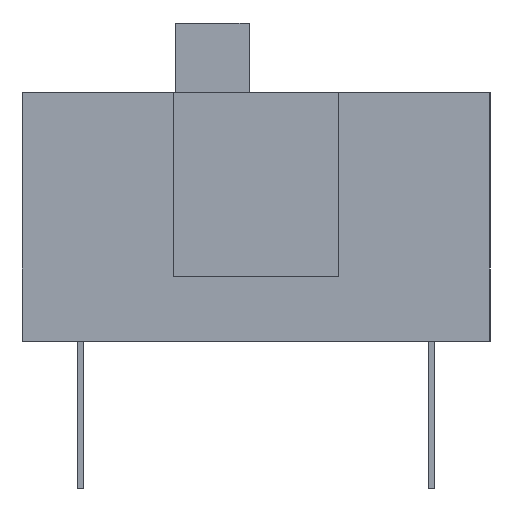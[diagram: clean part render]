
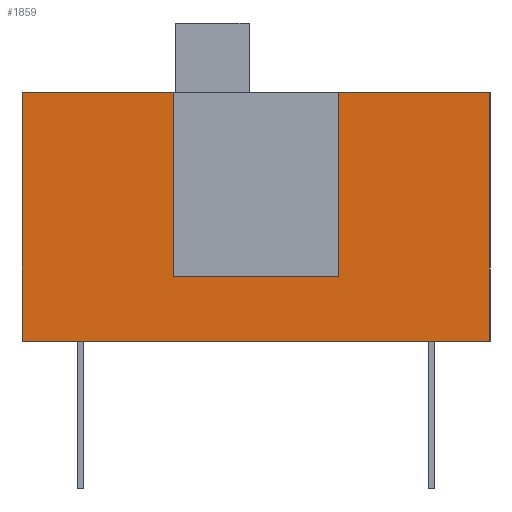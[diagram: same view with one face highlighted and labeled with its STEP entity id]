
A CAD part, left-side view. The second image highlights one B-rep face of the part: STEP entity #1859.
In plain terms, the highlighted planar face has unit normal (-1, 0, 0).
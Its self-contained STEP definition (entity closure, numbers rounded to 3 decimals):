
#1137 = VERTEX_POINT('',#1138);
#1138 = CARTESIAN_POINT('',(-10.9,1.8,5.5));
#1155 = VERTEX_POINT('',#1156);
#1156 = CARTESIAN_POINT('',(-10.9,-1.8,5.5));
#1162 = EDGE_CURVE('',#1155,#1163,#1165,.T.);
#1163 = VERTEX_POINT('',#1164);
#1164 = CARTESIAN_POINT('',(-10.9,-5.08,5.5));
#1165 = LINE('',#1166,#1167);
#1166 = CARTESIAN_POINT('',(-10.9,-5.08,5.5));
#1167 = VECTOR('',#1168,1.);
#1168 = DIRECTION('',(0.,-1.,0.));
#1187 = VERTEX_POINT('',#1188);
#1188 = CARTESIAN_POINT('',(-10.9,5.08,5.5));
#1194 = EDGE_CURVE('',#1187,#1137,#1195,.T.);
#1195 = LINE('',#1196,#1197);
#1196 = CARTESIAN_POINT('',(-10.9,-5.08,5.5));
#1197 = VECTOR('',#1198,1.);
#1198 = DIRECTION('',(0.,-1.,0.));
#1859 = ADVANCED_FACE('',(#1860),#1908,.T.);
#1860 = FACE_BOUND('',#1861,.T.);
#1861 = EDGE_LOOP('',(#1862,#1872,#1878,#1879,#1887,#1895,#1901,#1902));
#1862 = ORIENTED_EDGE('',*,*,#1863,.T.);
#1863 = EDGE_CURVE('',#1864,#1866,#1868,.T.);
#1864 = VERTEX_POINT('',#1865);
#1865 = CARTESIAN_POINT('',(-10.9,-1.8,1.5));
#1866 = VERTEX_POINT('',#1867);
#1867 = CARTESIAN_POINT('',(-10.9,1.8,1.5));
#1868 = LINE('',#1869,#1870);
#1869 = CARTESIAN_POINT('',(-10.9,1.8,1.5));
#1870 = VECTOR('',#1871,1.);
#1871 = DIRECTION('',(-0.,1.,0.));
#1872 = ORIENTED_EDGE('',*,*,#1873,.T.);
#1873 = EDGE_CURVE('',#1866,#1137,#1874,.T.);
#1874 = LINE('',#1875,#1876);
#1875 = CARTESIAN_POINT('',(-10.9,1.8,1.5));
#1876 = VECTOR('',#1877,1.);
#1877 = DIRECTION('',(0.,0.,1.));
#1878 = ORIENTED_EDGE('',*,*,#1194,.F.);
#1879 = ORIENTED_EDGE('',*,*,#1880,.F.);
#1880 = EDGE_CURVE('',#1881,#1187,#1883,.T.);
#1881 = VERTEX_POINT('',#1882);
#1882 = CARTESIAN_POINT('',(-10.9,5.08,0.1));
#1883 = LINE('',#1884,#1885);
#1884 = CARTESIAN_POINT('',(-10.9,5.08,0.1));
#1885 = VECTOR('',#1886,1.);
#1886 = DIRECTION('',(0.,0.,1.));
#1887 = ORIENTED_EDGE('',*,*,#1888,.F.);
#1888 = EDGE_CURVE('',#1889,#1881,#1891,.T.);
#1889 = VERTEX_POINT('',#1890);
#1890 = CARTESIAN_POINT('',(-10.9,-5.08,0.1));
#1891 = LINE('',#1892,#1893);
#1892 = CARTESIAN_POINT('',(-10.9,-5.08,0.1));
#1893 = VECTOR('',#1894,1.);
#1894 = DIRECTION('',(0.,1.,0.));
#1895 = ORIENTED_EDGE('',*,*,#1896,.F.);
#1896 = EDGE_CURVE('',#1163,#1889,#1897,.T.);
#1897 = LINE('',#1898,#1899);
#1898 = CARTESIAN_POINT('',(-10.9,-5.08,0.1));
#1899 = VECTOR('',#1900,1.);
#1900 = DIRECTION('',(-0.,0.,-1.));
#1901 = ORIENTED_EDGE('',*,*,#1162,.F.);
#1902 = ORIENTED_EDGE('',*,*,#1903,.F.);
#1903 = EDGE_CURVE('',#1864,#1155,#1904,.T.);
#1904 = LINE('',#1905,#1906);
#1905 = CARTESIAN_POINT('',(-10.9,-1.8,1.5));
#1906 = VECTOR('',#1907,1.);
#1907 = DIRECTION('',(0.,0.,1.));
#1908 = PLANE('',#1909);
#1909 = AXIS2_PLACEMENT_3D('',#1910,#1911,#1912);
#1910 = CARTESIAN_POINT('',(-10.9,-5.08,5.5));
#1911 = DIRECTION('',(-1.,0.,0.));
#1912 = DIRECTION('',(0.,-1.,0.));
